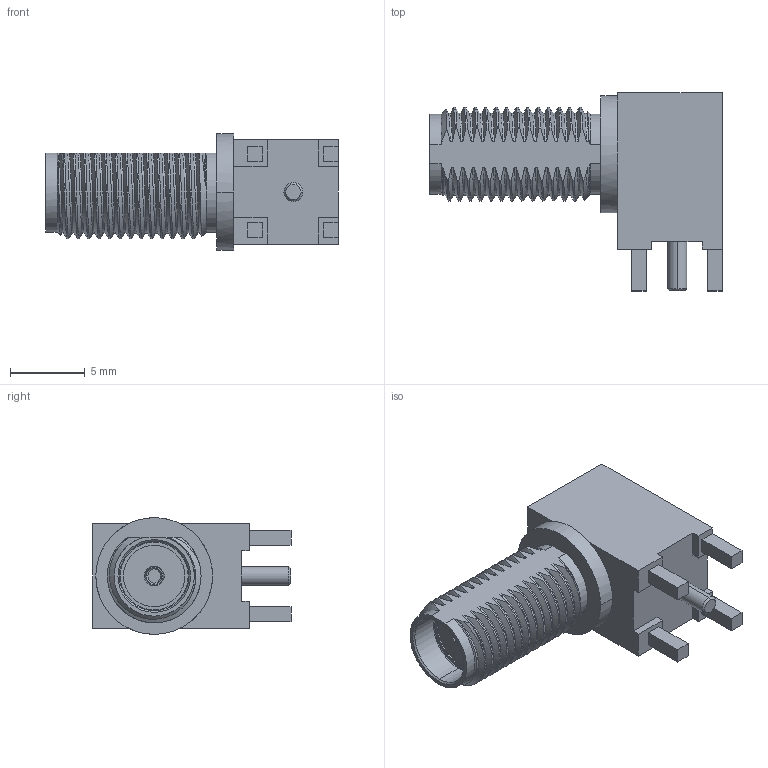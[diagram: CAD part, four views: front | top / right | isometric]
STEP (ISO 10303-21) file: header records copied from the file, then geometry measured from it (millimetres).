
FILE_DESCRIPTION((''),'2;1');
FILE_NAME('MOLEX_SD-73251-220-NICKEL-279','2016-11-03T',('s4237722'),(''),'CREO PARAMETRIC BY PTC INC, 2015080','CREO PARAMETRIC BY PTC INC, 2015080','');
FILE_SCHEMA(('AUTOMOTIVE_DESIGN { 1 0 10303 214 1 1 1 1 }'));
Length unit declared in the file: millimetre
Products named in the file (1): MOLEX_SD-73251-220-NICKEL-279
Bounding box: 19.55 x 13.23 x 7.8 mm (x, y, z)
Volume: 820.4 mm3; surface area: 840.4 mm2
Topology: 1 solids, 1 shells, 137 faces, 452 edges, 326 vertices
Faces by surface type: plane 52, cylinder 45, bspline 29, cone 9, torus 2
Entity records: 11842 total; most frequent: CARTESIAN_POINT 6574, ORIENTED_EDGE 904, DIRECTION 510, PRESENTATION_STYLE_ASSIGNMENT 472, STYLED_ITEM 453, CURVE_STYLE 452, EDGE_CURVE 452, VERTEX_POINT 326
